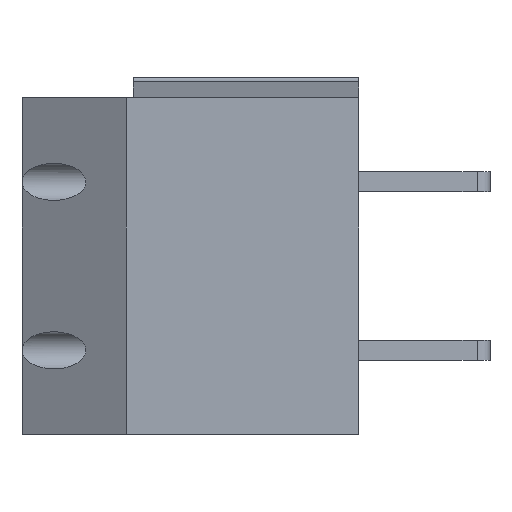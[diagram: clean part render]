
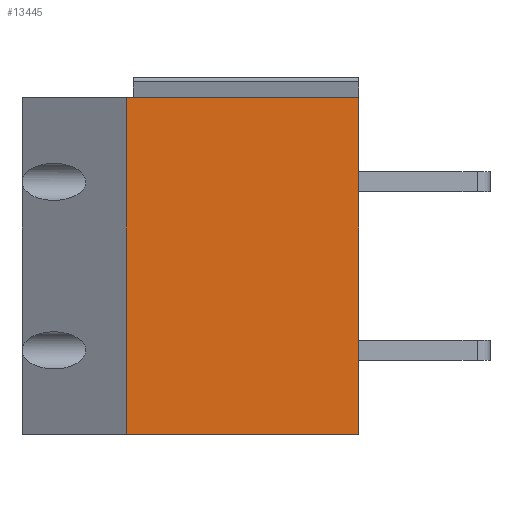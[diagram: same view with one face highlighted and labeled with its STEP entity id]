
A CAD part, left-side view. The second image highlights one B-rep face of the part: STEP entity #13445.
In plain terms, the highlighted planar face has unit normal (-1, 0, 0).
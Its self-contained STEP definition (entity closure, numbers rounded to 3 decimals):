
#747=LINE('',#33067,#1820);
#788=LINE('',#33176,#1861);
#965=LINE('',#34806,#2038);
#1308=LINE('',#36569,#2381);
#1820=VECTOR('',#15163,10.);
#1861=VECTOR('',#15270,10.);
#2038=VECTOR('',#15533,10.);
#2381=VECTOR('',#16158,10.);
#2888=PLANE('',#14126);
#3500=FACE_OUTER_BOUND('',#4236,.T.);
#4236=EDGE_LOOP('',(#11031,#11032,#11033,#11034));
#5422=VERTEX_POINT('',#33064);
#5423=VERTEX_POINT('',#33066);
#5456=VERTEX_POINT('',#33172);
#5458=VERTEX_POINT('',#33175);
#6866=EDGE_CURVE('',#5423,#5422,#747,.T.);
#6921=EDGE_CURVE('',#5458,#5456,#788,.T.);
#7250=EDGE_CURVE('',#5423,#5456,#965,.T.);
#7733=EDGE_CURVE('',#5422,#5458,#1308,.T.);
#11031=ORIENTED_EDGE('',*,*,#6921,.T.);
#11032=ORIENTED_EDGE('',*,*,#7250,.F.);
#11033=ORIENTED_EDGE('',*,*,#6866,.T.);
#11034=ORIENTED_EDGE('',*,*,#7733,.T.);
#13445=ADVANCED_FACE('',(#3500),#2888,.T.);
#14126=AXIS2_PLACEMENT_3D('',#36604,#16191,#16192);
#15163=DIRECTION('',(0.,0.,1.));
#15270=DIRECTION('',(0.,0.,-1.));
#15533=DIRECTION('',(0.,1.,0.));
#16158=DIRECTION('',(0.,1.,0.));
#16191=DIRECTION('center_axis',(-1.,0.,0.));
#16192=DIRECTION('ref_axis',(0.,0.,1.));
#33064=CARTESIAN_POINT('',(-4.5,0.,2.5));
#33066=CARTESIAN_POINT('',(-4.5,0.,-7.5));
#33067=CARTESIAN_POINT('',(-4.5,0.,-7.5));
#33172=CARTESIAN_POINT('',(-4.5,6.9,-7.5));
#33175=CARTESIAN_POINT('',(-4.5,6.9,2.5));
#33176=CARTESIAN_POINT('',(-4.5,6.9,-2.5));
#34806=CARTESIAN_POINT('',(-4.5,0.,-7.5));
#36569=CARTESIAN_POINT('',(-4.5,0.,2.5));
#36604=CARTESIAN_POINT('Origin',(-4.5,0.,-7.5));
